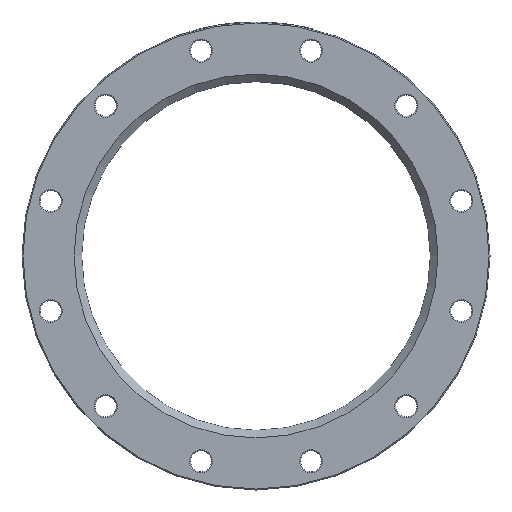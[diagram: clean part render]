
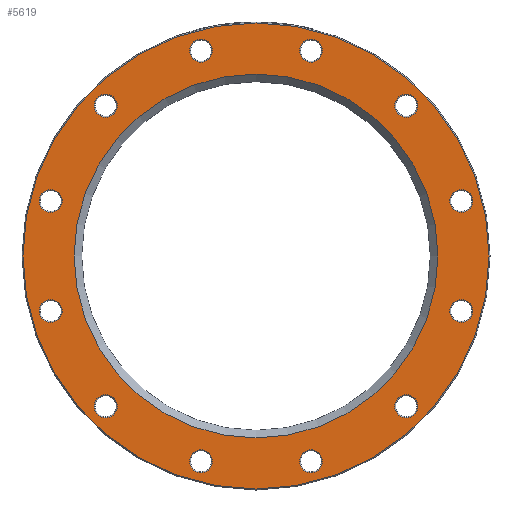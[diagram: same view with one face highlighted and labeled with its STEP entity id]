
A CAD part, left-side view. The second image highlights one B-rep face of the part: STEP entity #5619.
In plain terms, the highlighted planar face has unit normal (-1, 0, 0).
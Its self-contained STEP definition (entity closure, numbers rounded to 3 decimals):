
#40 = CARTESIAN_POINT ( 'NONE',  ( 0., -157.331, 157.331 ) ) ;
#61 = FACE_BOUND ( 'NONE', #406, .T. ) ;
#78 = CIRCLE ( 'NONE', #1352, 12. ) ;
#135 = DIRECTION ( 'NONE',  ( 1., 0., 0. ) ) ;
#160 = CARTESIAN_POINT ( 'NONE',  ( 0., 57.587, -214.918 ) ) ;
#180 = CIRCLE ( 'NONE', #2423, 12. ) ;
#201 = VERTEX_POINT ( 'NONE', #2195 ) ;
#256 = EDGE_LOOP ( 'NONE', ( #1450 ) ) ;
#308 = VERTEX_POINT ( 'NONE', #2396 ) ;
#376 = DIRECTION ( 'NONE',  ( 1., 0., 0. ) ) ;
#406 = EDGE_LOOP ( 'NONE', ( #4828 ) ) ;
#413 = CARTESIAN_POINT ( 'NONE',  ( 0., -157.331, 145.331 ) ) ;
#415 = AXIS2_PLACEMENT_3D ( 'NONE', #6330, #1723, #6268 ) ;
#446 = VERTEX_POINT ( 'NONE', #5909 ) ;
#465 = ORIENTED_EDGE ( 'NONE', *, *, #2104, .T. ) ;
#558 = EDGE_LOOP ( 'NONE', ( #6283 ) ) ;
#586 = ORIENTED_EDGE ( 'NONE', *, *, #1441, .T. ) ;
#600 = ORIENTED_EDGE ( 'NONE', *, *, #5780, .T. ) ;
#620 = CARTESIAN_POINT ( 'NONE',  ( 0., 214.918, 57.587 ) ) ;
#683 = DIRECTION ( 'NONE',  ( 0., 0., -1. ) ) ;
#788 = CARTESIAN_POINT ( 'NONE',  ( 0., 57.587, 214.918 ) ) ;
#803 = VERTEX_POINT ( 'NONE', #5777 ) ;
#920 = DIRECTION ( 'NONE',  ( 0., 0., -1. ) ) ;
#966 = FACE_BOUND ( 'NONE', #6585, .T. ) ;
#971 = VERTEX_POINT ( 'NONE', #5485 ) ;
#997 = FACE_BOUND ( 'NONE', #4939, .T. ) ;
#1056 = DIRECTION ( 'NONE',  ( 0., 0., -1. ) ) ;
#1068 = CIRCLE ( 'NONE', #4794, 12. ) ;
#1149 = AXIS2_PLACEMENT_3D ( 'NONE', #160, #5675, #2721 ) ;
#1212 = ORIENTED_EDGE ( 'NONE', *, *, #5293, .T. ) ;
#1352 = AXIS2_PLACEMENT_3D ( 'NONE', #6589, #2085, #2961 ) ;
#1412 = DIRECTION ( 'NONE',  ( 1., 0., 0. ) ) ;
#1430 = CARTESIAN_POINT ( 'NONE',  ( 0., 0., -244. ) ) ;
#1441 = EDGE_CURVE ( 'NONE', #2797, #2797, #1068, .T. ) ;
#1450 = ORIENTED_EDGE ( 'NONE', *, *, #2135, .T. ) ;
#1457 = FACE_BOUND ( 'NONE', #4620, .T. ) ;
#1489 = FACE_BOUND ( 'NONE', #4025, .T. ) ;
#1586 = EDGE_LOOP ( 'NONE', ( #2763 ) ) ;
#1723 = DIRECTION ( 'NONE',  ( -1., 0., 0. ) ) ;
#1756 = DIRECTION ( 'NONE',  ( 0., 0., -1. ) ) ;
#1832 = CARTESIAN_POINT ( 'NONE',  ( 0., -157.331, -169.331 ) ) ;
#1862 = FACE_OUTER_BOUND ( 'NONE', #5715, .T. ) ;
#1866 = CARTESIAN_POINT ( 'NONE',  ( 0., 57.587, -226.918 ) ) ;
#1938 = DIRECTION ( 'NONE',  ( 0., 0., -1. ) ) ;
#2058 = DIRECTION ( 'NONE',  ( 1., 0., 0. ) ) ;
#2085 = DIRECTION ( 'NONE',  ( 1., 0., 0. ) ) ;
#2104 = EDGE_CURVE ( 'NONE', #201, #201, #5386, .T. ) ;
#2135 = EDGE_CURVE ( 'NONE', #4239, #4239, #4104, .T. ) ;
#2169 = AXIS2_PLACEMENT_3D ( 'NONE', #4532, #5071, #5013 ) ;
#2194 = DIRECTION ( 'NONE',  ( 1., 0., 0. ) ) ;
#2195 = CARTESIAN_POINT ( 'NONE',  ( 0., -214.918, -69.587 ) ) ;
#2211 = CIRCLE ( 'NONE', #1149, 12. ) ;
#2279 = CARTESIAN_POINT ( 'NONE',  ( 0., -214.918, 57.587 ) ) ;
#2388 = CARTESIAN_POINT ( 'NONE',  ( 0., -214.918, -57.587 ) ) ;
#2396 = CARTESIAN_POINT ( 'NONE',  ( 0., -57.587, -226.918 ) ) ;
#2423 = AXIS2_PLACEMENT_3D ( 'NONE', #3729, #135, #1756 ) ;
#2434 = CARTESIAN_POINT ( 'NONE',  ( 0., 214.918, -57.587 ) ) ;
#2552 = EDGE_LOOP ( 'NONE', ( #1212 ) ) ;
#2558 = FACE_BOUND ( 'NONE', #2780, .T. ) ;
#2696 = CARTESIAN_POINT ( 'NONE',  ( 0., 214.918, 45.587 ) ) ;
#2711 = CIRCLE ( 'NONE', #4213, 12. ) ;
#2721 = DIRECTION ( 'NONE',  ( 0., 0., -1. ) ) ;
#2751 = CIRCLE ( 'NONE', #3272, 12. ) ;
#2763 = ORIENTED_EDGE ( 'NONE', *, *, #4969, .T. ) ;
#2780 = EDGE_LOOP ( 'NONE', ( #4867 ) ) ;
#2797 = VERTEX_POINT ( 'NONE', #2696 ) ;
#2940 = CARTESIAN_POINT ( 'NONE',  ( 0., -57.587, 202.918 ) ) ;
#2961 = DIRECTION ( 'NONE',  ( 0., 0., -1. ) ) ;
#2969 = AXIS2_PLACEMENT_3D ( 'NONE', #5942, #4478, #5450 ) ;
#2974 = CARTESIAN_POINT ( 'NONE',  ( 0., 157.331, 145.331 ) ) ;
#3000 = FACE_BOUND ( 'NONE', #256, .T. ) ;
#3057 = EDGE_LOOP ( 'NONE', ( #5960 ) ) ;
#3063 = FACE_BOUND ( 'NONE', #3057, .T. ) ;
#3097 = FACE_BOUND ( 'NONE', #3523, .T. ) ;
#3107 = DIRECTION ( 'NONE',  ( 0., 0., -1. ) ) ;
#3154 = DIRECTION ( 'NONE',  ( 1., 0., 0. ) ) ;
#3199 = DIRECTION ( 'NONE',  ( 0., 0., -1. ) ) ;
#3272 = AXIS2_PLACEMENT_3D ( 'NONE', #40, #4145, #3107 ) ;
#3324 = EDGE_CURVE ( 'NONE', #803, #803, #2711, .T. ) ;
#3330 = EDGE_LOOP ( 'NONE', ( #465 ) ) ;
#3392 = CIRCLE ( 'NONE', #6485, 12. ) ;
#3419 = CARTESIAN_POINT ( 'NONE',  ( 0., 0., 0. ) ) ;
#3523 = EDGE_LOOP ( 'NONE', ( #600 ) ) ;
#3536 = FACE_BOUND ( 'NONE', #1586, .T. ) ;
#3610 = AXIS2_PLACEMENT_3D ( 'NONE', #3419, #1412, #920 ) ;
#3729 = CARTESIAN_POINT ( 'NONE',  ( 0., 157.331, 157.331 ) ) ;
#3802 = CIRCLE ( 'NONE', #5093, 12. ) ;
#3859 = DIRECTION ( 'NONE',  ( 1., 0., 0. ) ) ;
#3943 = VERTEX_POINT ( 'NONE', #1832 ) ;
#3978 = VERTEX_POINT ( 'NONE', #2940 ) ;
#4025 = EDGE_LOOP ( 'NONE', ( #4470 ) ) ;
#4042 = FACE_BOUND ( 'NONE', #3330, .T. ) ;
#4104 = CIRCLE ( 'NONE', #2169, 12. ) ;
#4137 = FACE_BOUND ( 'NONE', #558, .T. ) ;
#4145 = DIRECTION ( 'NONE',  ( 1., 0., 0. ) ) ;
#4180 = EDGE_CURVE ( 'NONE', #3978, #3978, #3392, .T. ) ;
#4213 = AXIS2_PLACEMENT_3D ( 'NONE', #788, #4857, #683 ) ;
#4239 = VERTEX_POINT ( 'NONE', #6270 ) ;
#4241 = CIRCLE ( 'NONE', #2969, 12. ) ;
#4262 = EDGE_CURVE ( 'NONE', #3943, #3943, #4241, .T. ) ;
#4310 = EDGE_CURVE ( 'NONE', #4873, #4873, #5842, .T. ) ;
#4366 = CIRCLE ( 'NONE', #3610, 190.5 ) ;
#4380 = CARTESIAN_POINT ( 'NONE',  ( 0., 214.918, -69.587 ) ) ;
#4401 = DIRECTION ( 'NONE',  ( 0., 0., -1. ) ) ;
#4447 = VERTEX_POINT ( 'NONE', #413 ) ;
#4465 = ORIENTED_EDGE ( 'NONE', *, *, #5815, .T. ) ;
#4470 = ORIENTED_EDGE ( 'NONE', *, *, #4262, .T. ) ;
#4478 = DIRECTION ( 'NONE',  ( 1., 0., 0. ) ) ;
#4532 = CARTESIAN_POINT ( 'NONE',  ( 0., 157.331, -157.331 ) ) ;
#4566 = AXIS2_PLACEMENT_3D ( 'NONE', #2434, #376, #1938 ) ;
#4620 = EDGE_LOOP ( 'NONE', ( #4893 ) ) ;
#4794 = AXIS2_PLACEMENT_3D ( 'NONE', #620, #3154, #1056 ) ;
#4828 = ORIENTED_EDGE ( 'NONE', *, *, #3324, .T. ) ;
#4857 = DIRECTION ( 'NONE',  ( 1., 0., 0. ) ) ;
#4865 = DIRECTION ( 'NONE',  ( 0., 0., -1. ) ) ;
#4867 = ORIENTED_EDGE ( 'NONE', *, *, #6346, .T. ) ;
#4873 = VERTEX_POINT ( 'NONE', #4380 ) ;
#4893 = ORIENTED_EDGE ( 'NONE', *, *, #4310, .T. ) ;
#4939 = EDGE_LOOP ( 'NONE', ( #6057 ) ) ;
#4969 = EDGE_CURVE ( 'NONE', #6013, #6013, #2211, .T. ) ;
#5013 = DIRECTION ( 'NONE',  ( 0., 0., -1. ) ) ;
#5015 = CARTESIAN_POINT ( 'NONE',  ( 0., 182.5, 0. ) ) ;
#5071 = DIRECTION ( 'NONE',  ( 1., 0., 0. ) ) ;
#5093 = AXIS2_PLACEMENT_3D ( 'NONE', #2279, #3859, #4401 ) ;
#5270 = AXIS2_PLACEMENT_3D ( 'NONE', #2388, #5404, #4865 ) ;
#5293 = EDGE_CURVE ( 'NONE', #446, #446, #4366, .T. ) ;
#5386 = CIRCLE ( 'NONE', #5270, 12. ) ;
#5404 = DIRECTION ( 'NONE',  ( 1., 0., 0. ) ) ;
#5450 = DIRECTION ( 'NONE',  ( 0., 0., -1. ) ) ;
#5485 = CARTESIAN_POINT ( 'NONE',  ( 0., -214.918, 45.587 ) ) ;
#5619 = ADVANCED_FACE ( 'NONE', ( #6435, #1862, #3063, #61, #4137, #3097, #997, #4042, #1489, #2558, #3536, #3000, #1457, #966 ), #6103, .F. ) ;
#5675 = DIRECTION ( 'NONE',  ( 1., 0., 0. ) ) ;
#5715 = EDGE_LOOP ( 'NONE', ( #4465 ) ) ;
#5726 = CIRCLE ( 'NONE', #415, 244. ) ;
#5777 = CARTESIAN_POINT ( 'NONE',  ( 0., 57.587, 202.918 ) ) ;
#5780 = EDGE_CURVE ( 'NONE', #4447, #4447, #2751, .T. ) ;
#5815 = EDGE_CURVE ( 'NONE', #6507, #6507, #5726, .T. ) ;
#5842 = CIRCLE ( 'NONE', #4566, 12. ) ;
#5909 = CARTESIAN_POINT ( 'NONE',  ( 0., 0., -190.5 ) ) ;
#5942 = CARTESIAN_POINT ( 'NONE',  ( 0., -157.331, -157.331 ) ) ;
#5944 = EDGE_CURVE ( 'NONE', #6439, #6439, #180, .T. ) ;
#5960 = ORIENTED_EDGE ( 'NONE', *, *, #5944, .T. ) ;
#5966 = AXIS2_PLACEMENT_3D ( 'NONE', #5015, #2058, #6532 ) ;
#6013 = VERTEX_POINT ( 'NONE', #1866 ) ;
#6057 = ORIENTED_EDGE ( 'NONE', *, *, #6220, .T. ) ;
#6103 = PLANE ( 'NONE',  #5966 ) ;
#6220 = EDGE_CURVE ( 'NONE', #971, #971, #3802, .T. ) ;
#6268 = DIRECTION ( 'NONE',  ( 0., 0., -1. ) ) ;
#6270 = CARTESIAN_POINT ( 'NONE',  ( 0., 157.331, -169.331 ) ) ;
#6283 = ORIENTED_EDGE ( 'NONE', *, *, #4180, .T. ) ;
#6330 = CARTESIAN_POINT ( 'NONE',  ( 0., 0., 0. ) ) ;
#6346 = EDGE_CURVE ( 'NONE', #308, #308, #78, .T. ) ;
#6366 = CARTESIAN_POINT ( 'NONE',  ( 0., -57.587, 214.918 ) ) ;
#6435 = FACE_BOUND ( 'NONE', #2552, .T. ) ;
#6439 = VERTEX_POINT ( 'NONE', #2974 ) ;
#6485 = AXIS2_PLACEMENT_3D ( 'NONE', #6366, #2194, #3199 ) ;
#6507 = VERTEX_POINT ( 'NONE', #1430 ) ;
#6532 = DIRECTION ( 'NONE',  ( 0., 0., -1. ) ) ;
#6585 = EDGE_LOOP ( 'NONE', ( #586 ) ) ;
#6589 = CARTESIAN_POINT ( 'NONE',  ( 0., -57.587, -214.918 ) ) ;
